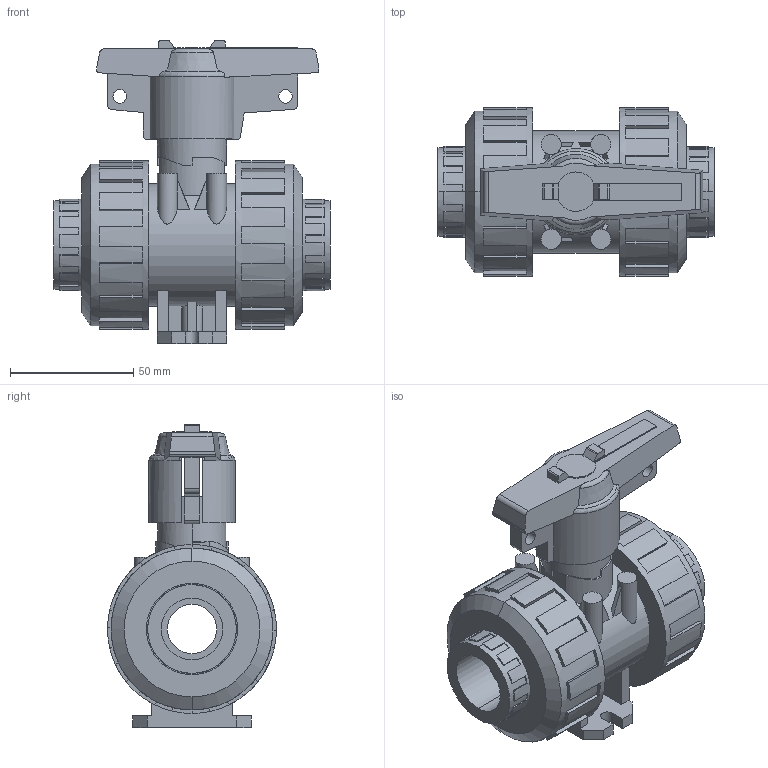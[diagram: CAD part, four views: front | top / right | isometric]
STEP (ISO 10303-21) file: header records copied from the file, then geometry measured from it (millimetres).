
FILE_DESCRIPTION(('STEP AP214'),'1');
FILE_NAME('cctmp_A4D55C81-58B3-4E16-9571-8EC89FAA60F2_2018_11_21_8_30_46_686..stp','2018-11-21T07:30:47',('Praher Valves GmbH'),('CADClick - www.CADClick.com'),'Spatial InterOp 3D',' ','unknown authorization');
FILE_SCHEMA(('AUTOMOTIVE_DESIGN'));
Length unit declared in the file: millimetre
Products named in the file (1): 124086
Bounding box: 112 x 68.5 x 123 mm (x, y, z)
Volume: 309375.3 mm3; surface area: 72924.1 mm2
Topology: 1 solids, 1 shells, 478 faces, 1372 edges, 908 vertices
Faces by surface type: plane 380, cylinder 74, cone 16, torus 8
Entity records: 20169 total; most frequent: CARTESIAN_POINT 3480, ORIENTED_EDGE 2744, DIRECTION 2722, EDGE_CURVE 1372, AXIS2_PLACEMENT_3D 935, VERTEX_POINT 908, LINE 852, VECTOR 852
